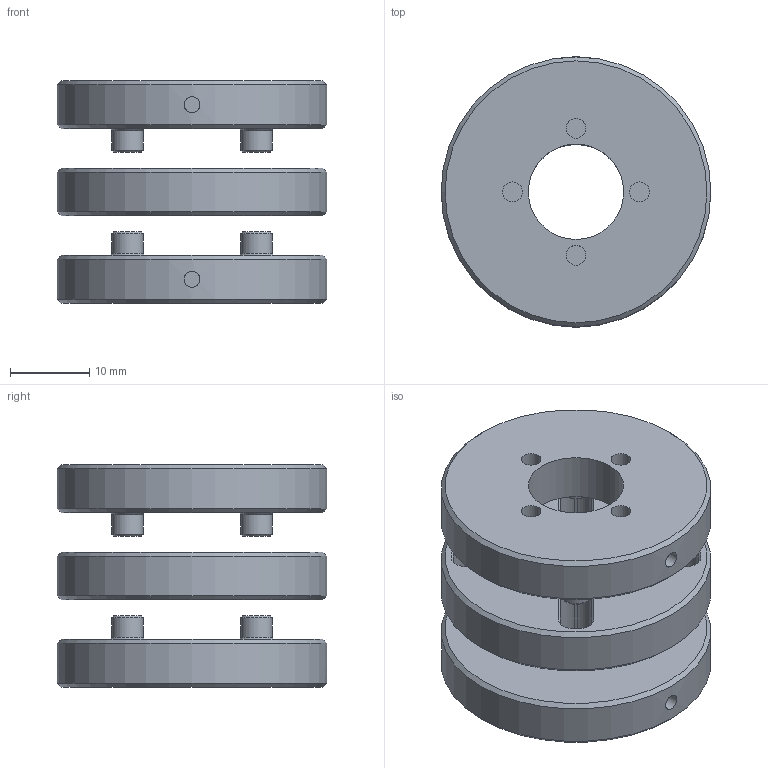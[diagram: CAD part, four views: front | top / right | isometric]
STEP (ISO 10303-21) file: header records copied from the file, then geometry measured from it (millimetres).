
FILE_DESCRIPTION(/* description */ (''),/* implementation_level */ '2;1');
FILE_NAME(/* name */ 'OldhamBeta.step',/* time_stamp */ '2020-01-26T10:41:29-06:00',/* author */ (''),/* organization */ (''),/* preprocessor_version */ 'ST-DEVELOPER v18',/* originating_system */ 'Autodesk Translation Framework v8.12.0.6',/* authorisation */ '');
FILE_SCHEMA (('AUTOMOTIVE_DESIGN { 1 0 10303 214 3 1 1 }'));
Length unit declared in the file: millimetre
Products named in the file (4): (Unsaved); BottomCoupler; Slide; TopCoupler
Assembly tree (3 placements, depth 2):
  (Unsaved)
    BottomCoupler
    Slide
    TopCoupler
Bounding box: 34 x 34 x 28 mm (x, y, z)
Volume: 13396.9 mm3; surface area: 7934.6 mm2
Topology: 3 solids, 3 shells, 146 faces, 320 edges, 188 vertices
Faces by surface type: plane 62, cone 46, cylinder 38
Full cylindrical faces by diameter (mm): 2 x4, 2.5 x8, 4 x4, 12 x3, 34 x3
Entity records: 4247 total; most frequent: CARTESIAN_POINT 795, DIRECTION 738, ORIENTED_EDGE 640, EDGE_CURVE 320, AXIS2_PLACEMENT_3D 271, LINE 196, VECTOR 196, VERTEX_POINT 188
